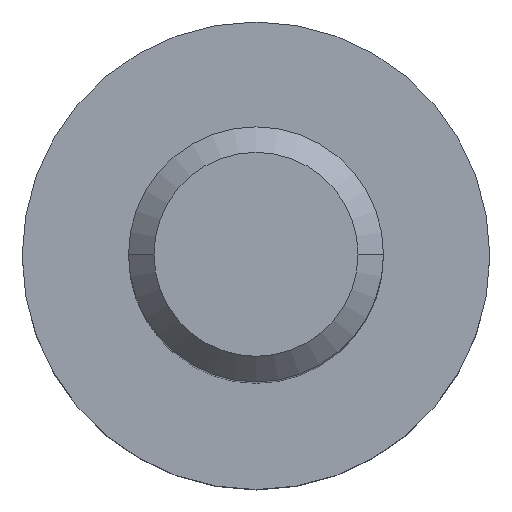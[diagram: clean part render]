
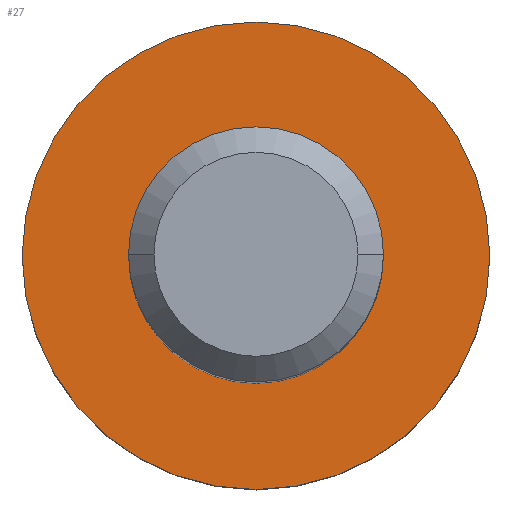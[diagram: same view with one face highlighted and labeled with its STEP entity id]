
A CAD part, top view. The second image highlights one B-rep face of the part: STEP entity #27.
In plain terms, the highlighted planar face has unit normal (0, 0, 1).
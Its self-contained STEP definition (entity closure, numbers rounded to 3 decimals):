
#2 = AXIS2_PLACEMENT_3D ( 'NONE', #495, #508, #485 ) ;
#8 = EDGE_CURVE ( 'NONE', #534, #457, #32, .T. ) ;
#20 = VERTEX_POINT ( 'NONE', #199 ) ;
#27 = ADVANCED_FACE ( 'NONE', ( #335, #424 ), #411, .F. ) ;
#32 = CIRCLE ( 'NONE', #243, 2.75 ) ;
#33 = AXIS2_PLACEMENT_3D ( 'NONE', #248, #279, #160 ) ;
#56 = CARTESIAN_POINT ( 'NONE',  ( 2.75, 0., 0. ) ) ;
#59 = EDGE_CURVE ( 'NONE', #20, #529, #175, .T. ) ;
#66 = ORIENTED_EDGE ( 'NONE', *, *, #8, .F. ) ;
#145 = ORIENTED_EDGE ( 'NONE', *, *, #393, .F. ) ;
#159 = DIRECTION ( 'NONE',  ( 0., 0., 1. ) ) ;
#160 = DIRECTION ( 'NONE',  ( -1., 0., 0. ) ) ;
#164 = CARTESIAN_POINT ( 'NONE',  ( -2.75, 0., 0. ) ) ;
#175 = CIRCLE ( 'NONE', #227, 1.5 ) ;
#199 = CARTESIAN_POINT ( 'NONE',  ( -1.5, 0., 0. ) ) ;
#207 = AXIS2_PLACEMENT_3D ( 'NONE', #551, #440, #421 ) ;
#220 = CARTESIAN_POINT ( 'NONE',  ( 1.5, 0., 0. ) ) ;
#227 = AXIS2_PLACEMENT_3D ( 'NONE', #326, #159, #379 ) ;
#243 = AXIS2_PLACEMENT_3D ( 'NONE', #357, #328, #450 ) ;
#248 = CARTESIAN_POINT ( 'NONE',  ( 0., 0., 0. ) ) ;
#279 = DIRECTION ( 'NONE',  ( 0., 0., -1. ) ) ;
#326 = CARTESIAN_POINT ( 'NONE',  ( 0., 0., 0. ) ) ;
#328 = DIRECTION ( 'NONE',  ( 0., 0., -1. ) ) ;
#335 = FACE_BOUND ( 'NONE', #442, .T. ) ;
#357 = CARTESIAN_POINT ( 'NONE',  ( 0., 0., 0. ) ) ;
#371 = EDGE_CURVE ( 'NONE', #529, #20, #511, .T. ) ;
#379 = DIRECTION ( 'NONE',  ( 1., 0., 0. ) ) ;
#393 = EDGE_CURVE ( 'NONE', #457, #534, #541, .T. ) ;
#411 = PLANE ( 'NONE',  #207 ) ;
#421 = DIRECTION ( 'NONE',  ( -1., 0., 0. ) ) ;
#424 = FACE_OUTER_BOUND ( 'NONE', #515, .T. ) ;
#438 = ORIENTED_EDGE ( 'NONE', *, *, #371, .F. ) ;
#440 = DIRECTION ( 'NONE',  ( 0., 0., -1. ) ) ;
#442 = EDGE_LOOP ( 'NONE', ( #438, #500 ) ) ;
#450 = DIRECTION ( 'NONE',  ( -1., 0., 0. ) ) ;
#457 = VERTEX_POINT ( 'NONE', #164 ) ;
#485 = DIRECTION ( 'NONE',  ( 1., 0., 0. ) ) ;
#495 = CARTESIAN_POINT ( 'NONE',  ( 0., 0., 0. ) ) ;
#500 = ORIENTED_EDGE ( 'NONE', *, *, #59, .F. ) ;
#508 = DIRECTION ( 'NONE',  ( 0., 0., 1. ) ) ;
#511 = CIRCLE ( 'NONE', #2, 1.5 ) ;
#515 = EDGE_LOOP ( 'NONE', ( #145, #66 ) ) ;
#529 = VERTEX_POINT ( 'NONE', #220 ) ;
#534 = VERTEX_POINT ( 'NONE', #56 ) ;
#541 = CIRCLE ( 'NONE', #33, 2.75 ) ;
#551 = CARTESIAN_POINT ( 'NONE',  ( 0., 0., 0. ) ) ;
